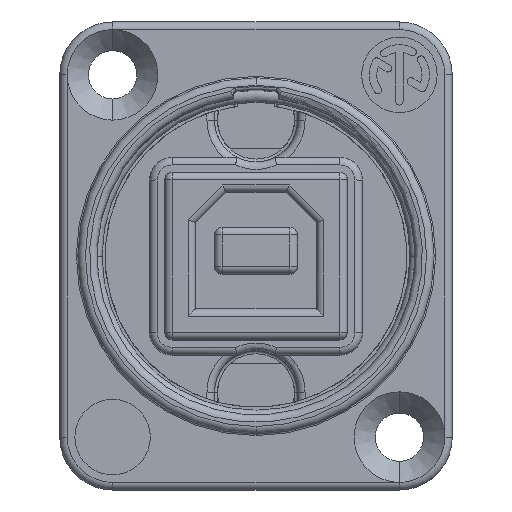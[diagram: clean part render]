
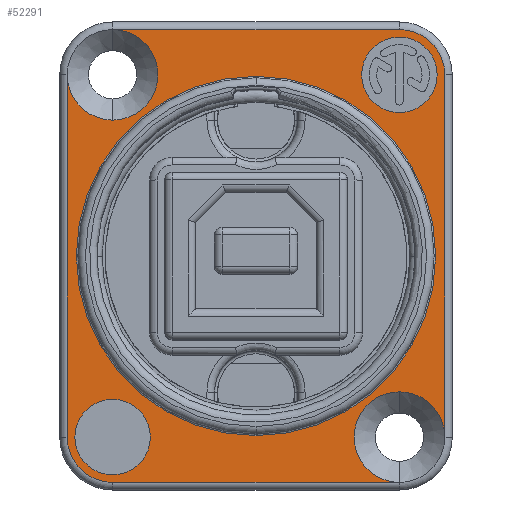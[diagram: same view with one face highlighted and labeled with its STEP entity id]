
A CAD part, top view. The second image highlights one B-rep face of the part: STEP entity #52291.
In plain terms, the highlighted planar face has unit normal (0, 0, 1).
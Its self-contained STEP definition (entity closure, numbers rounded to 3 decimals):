
#14087=CARTESIAN_POINT('',(9.5,12.,2.));
#14088=DIRECTION('',(0.,0.,1.));
#14089=DIRECTION('',(1.,0.,0.));
#14090=AXIS2_PLACEMENT_3D('',#14087,#14088,#14089);
#14092=CARTESIAN_POINT('',(9.5,12.,2.));
#14093=DIRECTION('',(0.,0.,1.));
#14094=DIRECTION('',(-1.,0.,0.));
#14095=AXIS2_PLACEMENT_3D('',#14092,#14093,#14094);
#14097=CARTESIAN_POINT('',(-9.5,-12.,2.));
#14098=DIRECTION('',(0.,0.,1.));
#14099=DIRECTION('',(1.,0.,0.));
#14100=AXIS2_PLACEMENT_3D('',#14097,#14098,#14099);
#14102=CARTESIAN_POINT('',(-9.5,-12.,2.));
#14103=DIRECTION('',(0.,0.,1.));
#14104=DIRECTION('',(-1.,0.,0.));
#14105=AXIS2_PLACEMENT_3D('',#14102,#14103,#14104);
#14107=CARTESIAN_POINT('',(9.5,12.,2.));
#14108=DIRECTION('',(0.,0.,1.));
#14109=DIRECTION('',(1.,0.,0.));
#14110=AXIS2_PLACEMENT_3D('',#14107,#14108,#14109);
#14112=DIRECTION('',(0.,1.,0.));
#14113=VECTOR('',#14112,24.);
#14114=CARTESIAN_POINT('',(12.5,-12.,2.));
#14115=LINE('',#14114,#14113);
#14116=CARTESIAN_POINT('',(9.5,-12.,2.));
#14117=DIRECTION('',(0.,0.,1.));
#14118=DIRECTION('',(1.,0.,0.));
#14119=AXIS2_PLACEMENT_3D('',#14116,#14117,#14118);
#14121=CARTESIAN_POINT('',(9.5,-12.,2.));
#14122=DIRECTION('',(0.,0.,1.));
#14123=DIRECTION('',(-1.,0.,0.));
#14124=AXIS2_PLACEMENT_3D('',#14121,#14122,#14123);
#14126=DIRECTION('',(1.,0.,0.));
#14127=VECTOR('',#14126,19.);
#14128=CARTESIAN_POINT('',(-9.5,-15.,2.));
#14129=LINE('',#14128,#14127);
#14130=CARTESIAN_POINT('',(-9.5,-12.,2.));
#14131=DIRECTION('',(0.,0.,1.));
#14132=DIRECTION('',(-1.,0.,0.));
#14133=AXIS2_PLACEMENT_3D('',#14130,#14131,#14132);
#14135=DIRECTION('',(0.,-1.,0.));
#14136=VECTOR('',#14135,24.);
#14137=CARTESIAN_POINT('',(-12.5,12.,2.));
#14138=LINE('',#14137,#14136);
#14139=CARTESIAN_POINT('',(-9.5,12.,2.));
#14140=DIRECTION('',(0.,0.,1.));
#14141=DIRECTION('',(-1.,0.,0.));
#14142=AXIS2_PLACEMENT_3D('',#14139,#14140,#14141);
#14144=CARTESIAN_POINT('',(-9.5,12.,2.));
#14145=DIRECTION('',(0.,0.,1.));
#14146=DIRECTION('',(1.,0.,0.));
#14147=AXIS2_PLACEMENT_3D('',#14144,#14145,#14146);
#14149=DIRECTION('',(-1.,0.,0.));
#14150=VECTOR('',#14149,19.);
#14151=CARTESIAN_POINT('',(9.5,15.,2.));
#14152=LINE('',#14151,#14150);
#14153=CARTESIAN_POINT('',(0.,0.,2.));
#14154=DIRECTION('',(0.,0.,-1.));
#14155=DIRECTION('',(0.,-1.,0.));
#14156=AXIS2_PLACEMENT_3D('',#14153,#14154,#14155);
#14158=CARTESIAN_POINT('',(0.,0.,2.));
#14159=DIRECTION('',(0.,0.,-1.));
#14160=DIRECTION('',(0.,1.,0.));
#14161=AXIS2_PLACEMENT_3D('',#14158,#14159,#14160);
#22335=CARTESIAN_POINT('',(12.,12.,2.));
#22336=CARTESIAN_POINT('',(7.,12.,2.));
#22337=VERTEX_POINT('',#22335);
#22338=VERTEX_POINT('',#22336);
#22339=CARTESIAN_POINT('',(-6.5,12.,2.));
#22341=VERTEX_POINT('',#22339);
#22343=CARTESIAN_POINT('',(6.5,-12.,2.));
#22345=VERTEX_POINT('',#22343);
#22351=CARTESIAN_POINT('',(-7.,-12.,2.));
#22352=CARTESIAN_POINT('',(-12.,-12.,2.));
#22353=VERTEX_POINT('',#22351);
#22354=VERTEX_POINT('',#22352);
#22551=CARTESIAN_POINT('',(12.5,12.,2.));
#22552=CARTESIAN_POINT('',(9.5,15.,2.));
#22553=VERTEX_POINT('',#22551);
#22554=VERTEX_POINT('',#22552);
#22559=CARTESIAN_POINT('',(-9.5,15.,2.));
#22560=VERTEX_POINT('',#22559);
#22565=CARTESIAN_POINT('',(-12.5,12.,2.));
#22566=CARTESIAN_POINT('',(-12.5,-12.,2.));
#22567=VERTEX_POINT('',#22565);
#22568=VERTEX_POINT('',#22566);
#22571=CARTESIAN_POINT('',(-9.5,-15.,2.));
#22572=VERTEX_POINT('',#22571);
#22575=CARTESIAN_POINT('',(9.5,-15.,2.));
#22576=VERTEX_POINT('',#22575);
#22581=CARTESIAN_POINT('',(12.5,-12.,2.));
#22582=VERTEX_POINT('',#22581);
#22599=CARTESIAN_POINT('',(0.,-11.9,2.));
#22600=CARTESIAN_POINT('',(0.,11.9,2.));
#22601=VERTEX_POINT('',#22599);
#22602=VERTEX_POINT('',#22600);
#52247=CARTESIAN_POINT('',(0.,0.,2.));
#52248=DIRECTION('',(0.,0.,1.));
#52249=DIRECTION('',(0.,1.,0.));
#52250=AXIS2_PLACEMENT_3D('',#52247,#52248,#52249);
#52251=PLANE('',#52250);
#52253=ORIENTED_EDGE('',*,*,#52252,.F.);
#52255=ORIENTED_EDGE('',*,*,#52254,.F.);
#52257=ORIENTED_EDGE('',*,*,#52256,.T.);
#52259=ORIENTED_EDGE('',*,*,#52258,.T.);
#52261=ORIENTED_EDGE('',*,*,#52260,.F.);
#52263=ORIENTED_EDGE('',*,*,#52262,.F.);
#52265=ORIENTED_EDGE('',*,*,#52264,.F.);
#52266=ORIENTED_EDGE('',*,*,#52236,.T.);
#52268=ORIENTED_EDGE('',*,*,#52267,.T.);
#52270=ORIENTED_EDGE('',*,*,#52269,.F.);
#52271=EDGE_LOOP('',(#52253,#52255,#52257,#52259,#52261,#52263,#52265,#52266,
#52268,#52270));
#52272=FACE_OUTER_BOUND('',#52271,.F.);
#52274=ORIENTED_EDGE('',*,*,#52273,.T.);
#52276=ORIENTED_EDGE('',*,*,#52275,.T.);
#52277=EDGE_LOOP('',(#52274,#52276));
#52278=FACE_BOUND('',#52277,.F.);
#52280=ORIENTED_EDGE('',*,*,#52279,.T.);
#52282=ORIENTED_EDGE('',*,*,#52281,.T.);
#52283=EDGE_LOOP('',(#52280,#52282));
#52284=FACE_BOUND('',#52283,.F.);
#52286=ORIENTED_EDGE('',*,*,#52285,.F.);
#52288=ORIENTED_EDGE('',*,*,#52287,.F.);
#52289=EDGE_LOOP('',(#52286,#52288));
#52290=FACE_BOUND('',#52289,.F.);
#52291=ADVANCED_FACE('',(#52272,#52278,#52284,#52290),#52251,.T.);
#14091=CIRCLE('',#14090,2.5);
#14096=CIRCLE('',#14095,2.5);
#14101=CIRCLE('',#14100,2.5);
#14106=CIRCLE('',#14105,2.5);
#14111=CIRCLE('',#14110,3.);
#14120=CIRCLE('',#14119,3.);
#14125=CIRCLE('',#14124,3.);
#14134=CIRCLE('',#14133,3.);
#14143=CIRCLE('',#14142,3.);
#14148=CIRCLE('',#14147,3.);
#14157=CIRCLE('',#14156,11.9);
#14162=CIRCLE('',#14161,11.9);
#52236=EDGE_CURVE('',#22567,#22341,#14143,.T.);
#52252=EDGE_CURVE('',#22553,#22554,#14111,.T.);
#52254=EDGE_CURVE('',#22582,#22553,#14115,.T.);
#52256=EDGE_CURVE('',#22582,#22345,#14120,.T.);
#52258=EDGE_CURVE('',#22345,#22576,#14125,.T.);
#52260=EDGE_CURVE('',#22572,#22576,#14129,.T.);
#52262=EDGE_CURVE('',#22568,#22572,#14134,.T.);
#52264=EDGE_CURVE('',#22567,#22568,#14138,.T.);
#52267=EDGE_CURVE('',#22341,#22560,#14148,.T.);
#52269=EDGE_CURVE('',#22554,#22560,#14152,.T.);
#52273=EDGE_CURVE('',#22353,#22354,#14101,.T.);
#52275=EDGE_CURVE('',#22354,#22353,#14106,.T.);
#52279=EDGE_CURVE('',#22337,#22338,#14091,.T.);
#52281=EDGE_CURVE('',#22338,#22337,#14096,.T.);
#52285=EDGE_CURVE('',#22601,#22602,#14157,.T.);
#52287=EDGE_CURVE('',#22602,#22601,#14162,.T.);
